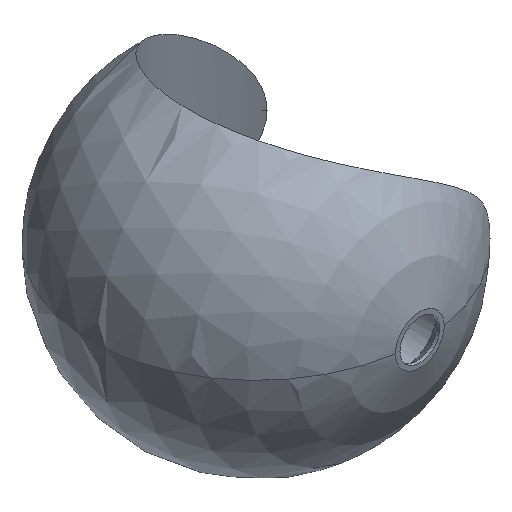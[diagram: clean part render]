
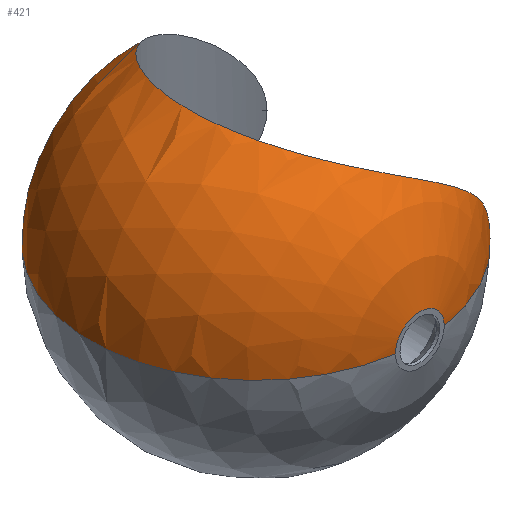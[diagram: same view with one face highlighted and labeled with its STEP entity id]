
A CAD part, isometric view. The second image highlights one B-rep face of the part: STEP entity #421.
In plain terms, the highlighted spherical face has radius 27.5 mm.
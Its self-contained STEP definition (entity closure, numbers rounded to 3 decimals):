
#44=CARTESIAN_POINT('',(11.5,24.98,0.));
#45=CARTESIAN_POINT('',(11.5,24.98,0.099));
#46=CARTESIAN_POINT('',(11.481,24.988,0.299));
#47=CARTESIAN_POINT('',(11.388,25.025,0.597));
#48=CARTESIAN_POINT('',(11.233,25.087,0.873));
#49=CARTESIAN_POINT('',(11.029,25.168,1.106));
#50=CARTESIAN_POINT('',(10.782,25.266,1.293));
#51=CARTESIAN_POINT('',(10.501,25.377,1.425));
#52=CARTESIAN_POINT('',(10.202,25.494,1.496));
#53=CARTESIAN_POINT('',(9.905,25.611,1.507));
#54=CARTESIAN_POINT('',(9.607,25.727,1.458));
#55=CARTESIAN_POINT('',(9.332,25.834,1.353));
#56=CARTESIAN_POINT('',(9.085,25.929,1.2));
#57=CARTESIAN_POINT('',(8.88,26.008,1.01));
#58=CARTESIAN_POINT('',(8.715,26.071,0.79));
#59=CARTESIAN_POINT('',(8.594,26.117,0.546));
#60=CARTESIAN_POINT('',(8.518,26.146,0.282));
#61=CARTESIAN_POINT('',(8.5,26.153,0.095));
#62=CARTESIAN_POINT('',(8.5,26.153,0.));
#64=CARTESIAN_POINT('',(0.,-27.2,0.));
#65=DIRECTION('',(0.,-1.,0.));
#66=DIRECTION('',(1.,0.,0.));
#67=AXIS2_PLACEMENT_3D('',#64,#65,#66);
#97=CARTESIAN_POINT('',(0.,0.,0.));
#98=DIRECTION('',(0.,0.,1.));
#99=DIRECTION('',(0.309,0.951,0.));
#100=AXIS2_PLACEMENT_3D('',#97,#98,#99);
#102=CARTESIAN_POINT('',(0.,0.,0.));
#103=DIRECTION('',(0.,0.,-1.));
#104=DIRECTION('',(-0.147,-0.989,0.));
#105=AXIS2_PLACEMENT_3D('',#102,#103,#104);
#112=CARTESIAN_POINT('',(0.,0.,0.));
#113=DIRECTION('',(0.,0.,1.));
#114=DIRECTION('',(0.147,-0.989,0.));
#115=AXIS2_PLACEMENT_3D('',#112,#113,#114);
#117=CARTESIAN_POINT('',(0.,0.,0.));
#118=DIRECTION('',(0.,0.,1.));
#119=DIRECTION('',(0.74,0.673,0.));
#120=AXIS2_PLACEMENT_3D('',#117,#118,#119);
#163=CARTESIAN_POINT('',(20.341,18.507,0.));
#215=CARTESIAN_POINT('',(20.341,-18.507,0.));
#217=CARTESIAN_POINT('',(20.341,-18.507,0.));
#218=CARTESIAN_POINT('',(20.341,-18.507,0.402));
#219=CARTESIAN_POINT('',(20.291,-18.535,1.223));
#220=CARTESIAN_POINT('',(20.06,-18.662,2.482));
#221=CARTESIAN_POINT('',(19.639,-18.885,3.833));
#222=CARTESIAN_POINT('',(18.974,-19.214,5.301));
#223=CARTESIAN_POINT('',(18.022,-19.636,6.873));
#224=CARTESIAN_POINT('',(16.744,-20.118,8.538));
#225=CARTESIAN_POINT('',(15.089,-20.611,10.303));
#226=CARTESIAN_POINT('',(13.001,-21.027,12.162));
#227=CARTESIAN_POINT('',(10.701,-21.231,13.918));
#228=CARTESIAN_POINT('',(8.383,-21.179,15.487));
#229=CARTESIAN_POINT('',(6.195,-20.893,16.836));
#230=CARTESIAN_POINT('',(4.147,-20.41,18.008));
#231=CARTESIAN_POINT('',(2.241,-19.762,19.034));
#232=CARTESIAN_POINT('',(0.464,-18.967,19.945));
#233=CARTESIAN_POINT('',(-1.206,-18.03,20.764));
#234=CARTESIAN_POINT('',(-2.784,-16.949,21.509));
#235=CARTESIAN_POINT('',(-4.287,-15.704,22.197));
#236=CARTESIAN_POINT('',(-5.715,-14.279,22.831));
#237=CARTESIAN_POINT('',(-7.076,-12.629,23.419));
#238=CARTESIAN_POINT('',(-8.328,-10.736,23.947));
#239=CARTESIAN_POINT('',(-9.368,-8.719,24.377));
#240=CARTESIAN_POINT('',(-10.182,-6.62,24.708));
#241=CARTESIAN_POINT('',(-10.768,-4.451,24.944));
#242=CARTESIAN_POINT('',(-11.121,-2.236,25.085));
#243=CARTESIAN_POINT('',(-11.239,0.,25.132));
#244=CARTESIAN_POINT('',(-11.121,2.237,25.085));
#245=CARTESIAN_POINT('',(-10.768,4.451,24.944));
#246=CARTESIAN_POINT('',(-10.182,6.62,24.708));
#247=CARTESIAN_POINT('',(-9.368,8.719,24.377));
#248=CARTESIAN_POINT('',(-8.328,10.736,23.947));
#249=CARTESIAN_POINT('',(-7.076,12.629,23.419));
#250=CARTESIAN_POINT('',(-5.715,14.28,22.83));
#251=CARTESIAN_POINT('',(-4.287,15.704,22.197));
#252=CARTESIAN_POINT('',(-2.783,16.949,21.509));
#253=CARTESIAN_POINT('',(-1.205,18.03,20.763));
#254=CARTESIAN_POINT('',(0.464,18.967,19.944));
#255=CARTESIAN_POINT('',(2.242,19.762,19.034));
#256=CARTESIAN_POINT('',(4.147,20.411,18.007));
#257=CARTESIAN_POINT('',(6.195,20.893,16.835));
#258=CARTESIAN_POINT('',(8.383,21.179,15.487));
#259=CARTESIAN_POINT('',(10.701,21.231,13.918));
#260=CARTESIAN_POINT('',(13.001,21.027,12.162));
#261=CARTESIAN_POINT('',(15.09,20.61,10.302));
#262=CARTESIAN_POINT('',(16.745,20.118,8.538));
#263=CARTESIAN_POINT('',(18.023,19.635,6.872));
#264=CARTESIAN_POINT('',(18.974,19.214,5.301));
#265=CARTESIAN_POINT('',(19.639,18.885,3.833));
#266=CARTESIAN_POINT('',(20.06,18.662,2.482));
#267=CARTESIAN_POINT('',(20.291,18.535,1.223));
#268=CARTESIAN_POINT('',(20.341,18.507,0.402));
#269=CARTESIAN_POINT('',(20.341,18.507,0.));
#374=VERTEX_POINT('',#163);
#375=VERTEX_POINT('',#215);
#376=CARTESIAN_POINT('',(4.051,-27.2,0.));
#377=CARTESIAN_POINT('',(-4.051,-27.2,0.));
#378=VERTEX_POINT('',#376);
#379=VERTEX_POINT('',#377);
#380=CARTESIAN_POINT('',(0.,27.5,0.));
#381=VERTEX_POINT('',#380);
#396=VERTEX_POINT('',#44);
#397=VERTEX_POINT('',#62);
#400=CARTESIAN_POINT('',(0.,0.,0.));
#401=DIRECTION('',(0.,-1.,0.));
#402=DIRECTION('',(-1.,0.,0.));
#403=AXIS2_PLACEMENT_3D('',#400,#401,#402);
#404=SPHERICAL_SURFACE('',#403,27.5);
#406=ORIENTED_EDGE('',*,*,#405,.F.);
#408=ORIENTED_EDGE('',*,*,#407,.F.);
#410=ORIENTED_EDGE('',*,*,#409,.F.);
#412=ORIENTED_EDGE('',*,*,#411,.F.);
#414=ORIENTED_EDGE('',*,*,#413,.T.);
#416=ORIENTED_EDGE('',*,*,#415,.T.);
#418=ORIENTED_EDGE('',*,*,#417,.F.);
#419=EDGE_LOOP('',(#406,#408,#410,#412,#414,#416,#418));
#420=FACE_OUTER_BOUND('',#419,.F.);
#63=B_SPLINE_CURVE_WITH_KNOTS('',3,(#44,#45,#46,#47,#48,#49,#50,#51,#52,#53,#54,
#55,#56,#57,#58,#59,#60,#61,#62),.UNSPECIFIED.,.F.,.F.,(4,1,1,1,1,1,1,1,1,1,1,1,
1,1,1,1,4),(0.,0.063,0.125,0.188,0.25,0.313,0.375,0.438,
0.5,0.563,0.625,0.688,0.75,0.813,0.875,0.938,1.),
.UNSPECIFIED.);
#68=CIRCLE('',#67,4.051);
#101=CIRCLE('',#100,27.5);
#106=CIRCLE('',#105,27.5);
#116=CIRCLE('',#115,27.5);
#121=CIRCLE('',#120,27.5);
#270=B_SPLINE_CURVE_WITH_KNOTS('',3,(#217,#218,#219,#220,#221,#222,#223,#224,
#225,#226,#227,#228,#229,#230,#231,#232,#233,#234,#235,#236,#237,#238,#239,#240,
#241,#242,#243,#244,#245,#246,#247,#248,#249,#250,#251,#252,#253,#254,#255,#256,
#257,#258,#259,#260,#261,#262,#263,#264,#265,#266,#267,#268,#269),.UNSPECIFIED.,
.F.,.F.,(4,1,1,1,1,1,1,1,1,1,1,1,1,1,1,1,1,1,1,1,1,1,1,1,1,1,1,1,1,1,1,1,1,1,1,
1,1,1,1,1,1,1,1,1,1,1,1,1,1,1,4),(0.,0.02,0.04,0.06,0.08,0.1,0.12,
0.14,0.16,0.18,0.2,0.22,0.24,0.26,0.28,0.3,0.32,0.34,
0.36,0.38,0.4,0.42,0.44,0.46,0.48,0.5,0.52,0.54,0.56,
0.58,0.6,0.62,0.64,0.66,0.68,0.7,0.72,0.74,0.76,0.78,
0.8,0.82,0.84,0.86,0.88,0.9,0.92,0.94,0.96,0.98,1.),
.UNSPECIFIED.);
#405=EDGE_CURVE('',#396,#397,#63,.T.);
#407=EDGE_CURVE('',#374,#396,#121,.T.);
#409=EDGE_CURVE('',#375,#374,#270,.T.);
#411=EDGE_CURVE('',#378,#375,#116,.T.);
#413=EDGE_CURVE('',#378,#379,#68,.T.);
#415=EDGE_CURVE('',#379,#381,#106,.T.);
#417=EDGE_CURVE('',#397,#381,#101,.T.);
#421=ADVANCED_FACE('',(#420),#404,.T.);
